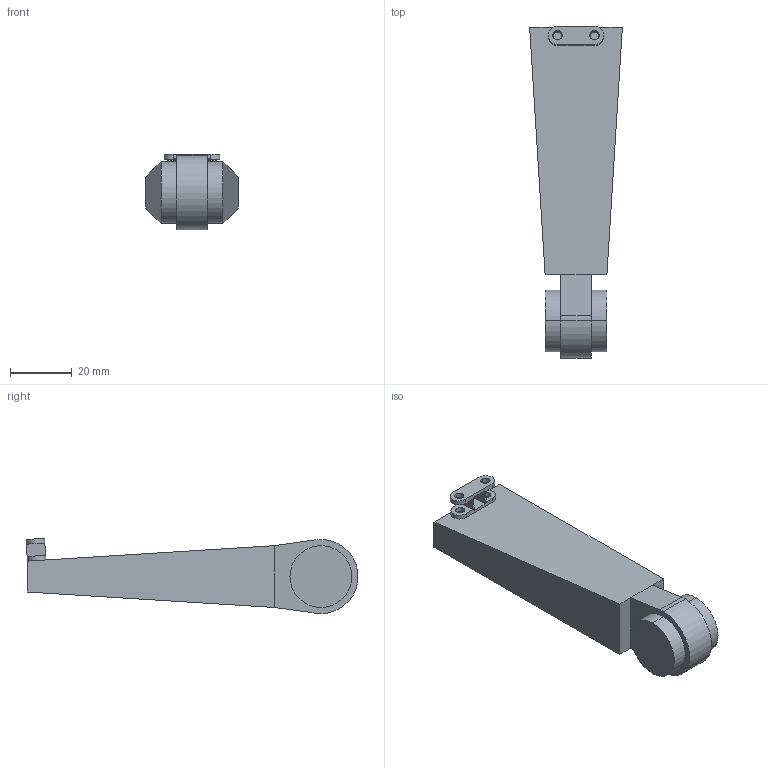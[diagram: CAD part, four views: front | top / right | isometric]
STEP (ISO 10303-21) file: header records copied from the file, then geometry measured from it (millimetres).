
FILE_DESCRIPTION (( 'STEP AP203' ), '1' );
FILE_NAME ('Brazo2_Predeterminado_sldprt.STEP', '2021-06-26T07:28:42', ( '' ), ( '' ), 'SwSTEP 2.0', 'SolidWorks 2020', '' );
FILE_SCHEMA (( 'CONFIG_CONTROL_DESIGN' ));
Length unit declared in the file: centimetre
Products named in the file (1): Brazo2_Predeterminado_sldprt
Bounding box: 30 x 107.44 x 24.36 mm (x, y, z)
Volume: 38301.5 mm3; surface area: 9786.8 mm2
Topology: 1 solids, 1 shells, 47 faces, 117 edges, 76 vertices
Faces by surface type: plane 28, cylinder 19
Entity records: 1490 total; most frequent: DIRECTION 251, CARTESIAN_POINT 241, ORIENTED_EDGE 234, EDGE_CURVE 117, AXIS2_PLACEMENT_3D 86, VECTOR 79, LINE 79, VERTEX_POINT 76
